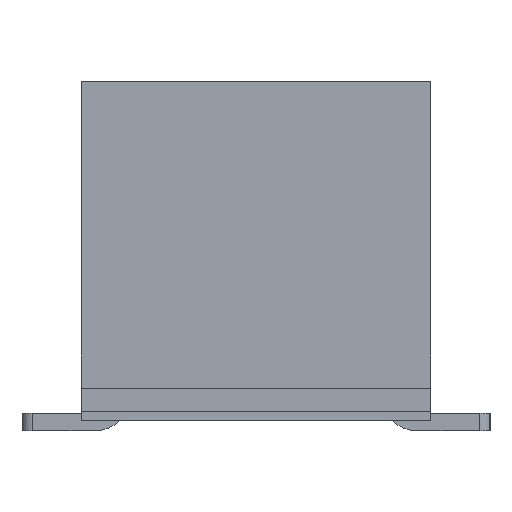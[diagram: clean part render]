
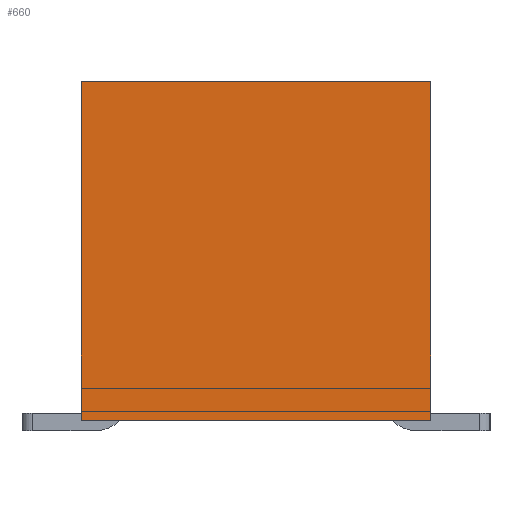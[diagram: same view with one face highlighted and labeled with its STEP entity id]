
A CAD part, left-side view. The second image highlights one B-rep face of the part: STEP entity #660.
In plain terms, the highlighted planar face has unit normal (-1, 0, 0).
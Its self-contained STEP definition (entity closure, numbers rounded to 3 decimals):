
#660=ADVANCED_FACE('',(#3222),#1966,.T.);
#1966=PLANE('',#25303);
#3222=FACE_OUTER_BOUND('',#4626,.T.);
#4626=EDGE_LOOP('',(#6796,#6797,#6798,#6799));
#6796=ORIENTED_EDGE('',*,*,#16097,.T.);
#6797=ORIENTED_EDGE('',*,*,#16073,.T.);
#6798=ORIENTED_EDGE('',*,*,#16203,.F.);
#6799=ORIENTED_EDGE('',*,*,#16204,.T.);
#13763=VERTEX_POINT('',#34946);
#13765=VERTEX_POINT('',#34950);
#13786=VERTEX_POINT('',#34997);
#13870=VERTEX_POINT('',#35188);
#16073=EDGE_CURVE('',#13763,#13765,#19635,.T.);
#16097=EDGE_CURVE('',#13786,#13763,#19659,.T.);
#16203=EDGE_CURVE('',#13870,#13765,#19765,.T.);
#16204=EDGE_CURVE('',#13870,#13786,#19766,.T.);
#19635=LINE('',#34951,#22797);
#19659=LINE('',#34996,#22821);
#19765=LINE('',#35187,#22927);
#19766=LINE('',#35189,#22928);
#22797=VECTOR('',#27716,1.);
#22821=VECTOR('',#27742,1.);
#22927=VECTOR('',#27850,1.);
#22928=VECTOR('',#27851,1.);
#25303=AXIS2_PLACEMENT_3D('',#35190,#27852,#27853);
#27716=DIRECTION('',(0.,1.,0.));
#27742=DIRECTION('',(0.,0.,1.));
#27850=DIRECTION('',(0.,0.,1.));
#27851=DIRECTION('',(0.,-1.,0.));
#27852=DIRECTION('',(-1.,0.,0.));
#27853=DIRECTION('',(0.,0.,1.));
#34946=CARTESIAN_POINT('',(0.,0.,4.4));
#34950=CARTESIAN_POINT('',(0.,5.,4.4));
#34951=CARTESIAN_POINT('',(0.,2.5,4.4));
#34996=CARTESIAN_POINT('',(0.,0.,0.));
#34997=CARTESIAN_POINT('',(0.,0.,
-0.45));
#35187=CARTESIAN_POINT('',(0.,5.,0.));
#35188=CARTESIAN_POINT('',(0.,5.,-0.45));
#35189=CARTESIAN_POINT('',(0.,5.,-0.45));
#35190=CARTESIAN_POINT('',(0.,2.5,0.));
